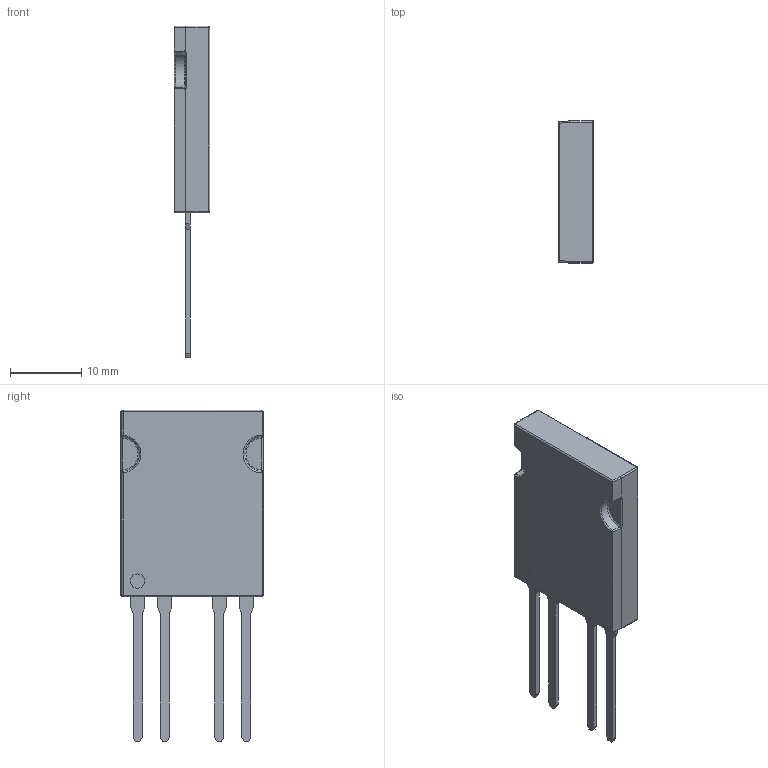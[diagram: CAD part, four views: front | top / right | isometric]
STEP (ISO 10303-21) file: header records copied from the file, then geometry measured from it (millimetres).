
FILE_DESCRIPTION (( 'STEP AP214' ), '1' );
FILE_NAME ('CPC1968J.STEP', '2024-02-08T03:10:18', ( '' ), ( '' ), 'SwSTEP 2.0', 'SolidWorks 2022', '' );
FILE_SCHEMA (( 'AUTOMOTIVE_DESIGN' ));
Length unit declared in the file: millimetre
Products named in the file (1): CPC1968J
Bounding box: 5.03 x 19.91 x 46.52 mm (x, y, z)
Volume: 2650 mm3; surface area: 2526.4 mm2
Topology: 7 solids, 7 shells, 132 faces, 310 edges, 186 vertices
Faces by surface type: plane 74, cylinder 28, sphere 12, bspline 12, torus 6
Entity records: 4384 total; most frequent: CARTESIAN_POINT 1415, ORIENTED_EDGE 604, DIRECTION 568, EDGE_CURVE 302, LINE 194, VECTOR 194, AXIS2_PLACEMENT_3D 187, VERTEX_POINT 186
